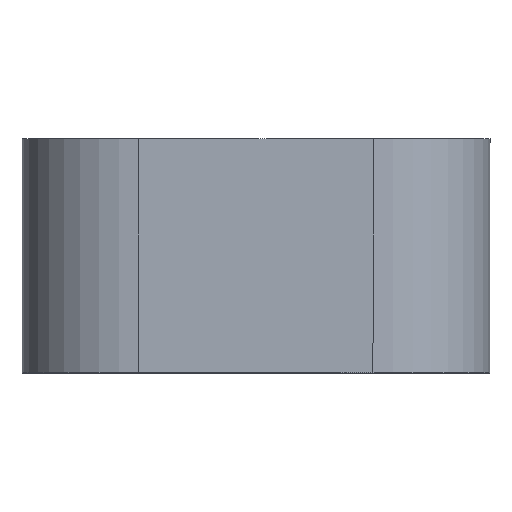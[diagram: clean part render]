
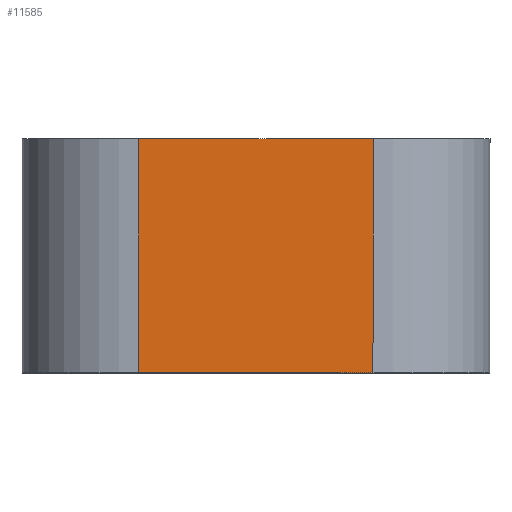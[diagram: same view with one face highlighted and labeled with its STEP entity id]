
A CAD part, top view. The second image highlights one B-rep face of the part: STEP entity #11585.
In plain terms, the highlighted planar face has unit normal (0, 0, 1).
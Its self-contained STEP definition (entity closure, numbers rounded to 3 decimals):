
#38 = VECTOR ( 'NONE', #2546, 1000. ) ;
#147 = VERTEX_POINT ( 'NONE', #162 ) ;
#162 = CARTESIAN_POINT ( 'NONE',  ( 0., -5., 15. ) ) ;
#292 = CARTESIAN_POINT ( 'NONE',  ( 0., 5., 15. ) ) ;
#786 = VERTEX_POINT ( 'NONE', #5327 ) ;
#1584 = CARTESIAN_POINT ( 'NONE',  ( 0., -5., 15. ) ) ;
#1650 = EDGE_CURVE ( 'NONE', #147, #6772, #9780, .T. ) ;
#2200 = ORIENTED_EDGE ( 'NONE', *, *, #7073, .F. ) ;
#2421 = EDGE_LOOP ( 'NONE', ( #8299, #2200, #11400, #6075 ) ) ;
#2546 = DIRECTION ( 'NONE',  ( 0., 1., 0. ) ) ;
#2737 = DIRECTION ( 'NONE',  ( 0., 0., 1. ) ) ;
#3445 = LINE ( 'NONE', #10738, #38 ) ;
#3565 = CARTESIAN_POINT ( 'NONE',  ( 0., 0., 15. ) ) ;
#4591 = PLANE ( 'NONE',  #6170 ) ;
#5223 = DIRECTION ( 'NONE',  ( -1., 0., 0. ) ) ;
#5233 = DIRECTION ( 'NONE',  ( 1., 0., 0. ) ) ;
#5327 = CARTESIAN_POINT ( 'NONE',  ( -10., 5., 15. ) ) ;
#5599 = CARTESIAN_POINT ( 'NONE',  ( -10., -5., 15. ) ) ;
#5628 = VECTOR ( 'NONE', #5233, 1000. ) ;
#6075 = ORIENTED_EDGE ( 'NONE', *, *, #7032, .F. ) ;
#6170 = AXIS2_PLACEMENT_3D ( 'NONE', #10875, #2737, #6374 ) ;
#6245 = DIRECTION ( 'NONE',  ( 0., -1., 0. ) ) ;
#6374 = DIRECTION ( 'NONE',  ( 1., 0., 0. ) ) ;
#6772 = VERTEX_POINT ( 'NONE', #5599 ) ;
#7032 = EDGE_CURVE ( 'NONE', #9689, #147, #9906, .T. ) ;
#7073 = EDGE_CURVE ( 'NONE', #6772, #786, #3445, .T. ) ;
#8055 = VECTOR ( 'NONE', #6245, 1000. ) ;
#8173 = LINE ( 'NONE', #9972, #5628 ) ;
#8299 = ORIENTED_EDGE ( 'NONE', *, *, #9508, .F. ) ;
#8521 = VECTOR ( 'NONE', #5223, 1000. ) ;
#9508 = EDGE_CURVE ( 'NONE', #786, #9689, #8173, .T. ) ;
#9689 = VERTEX_POINT ( 'NONE', #292 ) ;
#9780 = LINE ( 'NONE', #1584, #8521 ) ;
#9854 = FACE_OUTER_BOUND ( 'NONE', #2421, .T. ) ;
#9906 = LINE ( 'NONE', #3565, #8055 ) ;
#9972 = CARTESIAN_POINT ( 'NONE',  ( -10., 5., 15. ) ) ;
#10738 = CARTESIAN_POINT ( 'NONE',  ( -10., 0., 15. ) ) ;
#10875 = CARTESIAN_POINT ( 'NONE',  ( -10., 0., 15. ) ) ;
#11400 = ORIENTED_EDGE ( 'NONE', *, *, #1650, .F. ) ;
#11585 = ADVANCED_FACE ( 'NONE', ( #9854 ), #4591, .T. ) ;
